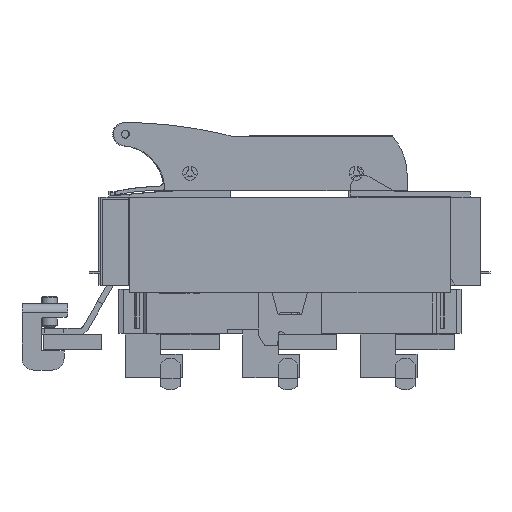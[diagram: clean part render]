
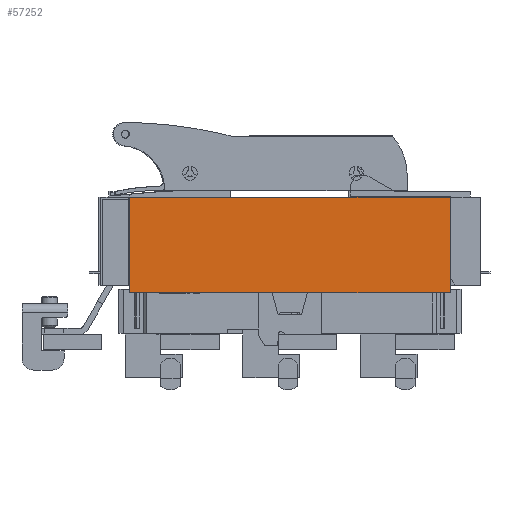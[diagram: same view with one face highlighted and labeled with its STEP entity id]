
A CAD part, left-side view. The second image highlights one B-rep face of the part: STEP entity #57252.
In plain terms, the highlighted planar face has unit normal (-1, 0, 0).
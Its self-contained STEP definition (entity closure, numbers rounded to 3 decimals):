
#57244=AXIS2_PLACEMENT_3D('Plane Axis2P3D',#57241,#57242,#57243) ;
#49147=CARTESIAN_POINT('Vertex',(-52.75,-82.,21.1)) ;
#49150=CARTESIAN_POINT('Line Origine',(-52.75,0.,21.1)) ;
#49154=CARTESIAN_POINT('Vertex',(-52.75,82.,21.1)) ;
#53117=CARTESIAN_POINT('Vertex',(-52.75,-82.,70.)) ;
#53120=CARTESIAN_POINT('Line Origine',(-52.75,-82.,45.55)) ;
#53143=CARTESIAN_POINT('Vertex',(-52.75,82.,70.)) ;
#53146=CARTESIAN_POINT('Line Origine',(-52.75,0.,70.)) ;
#53158=CARTESIAN_POINT('Line Origine',(-52.75,82.,45.55)) ;
#57241=CARTESIAN_POINT('Axis2P3D Location',(-52.75,0.,21.1)) ;
#49151=DIRECTION('Vector Direction',(0.,-1.,0.)) ;
#53121=DIRECTION('Vector Direction',(0.,0.,1.)) ;
#53147=DIRECTION('Vector Direction',(0.,-1.,0.)) ;
#53159=DIRECTION('Vector Direction',(0.,0.,1.)) ;
#57242=DIRECTION('Axis2P3D Direction',(1.,0.,-0.)) ;
#57243=DIRECTION('Axis2P3D XDirection',(0.,0.,1.)) ;
#49152=VECTOR('Line Direction',#49151,1.) ;
#53122=VECTOR('Line Direction',#53121,1.) ;
#53148=VECTOR('Line Direction',#53147,1.) ;
#53160=VECTOR('Line Direction',#53159,1.) ;
#57247=ORIENTED_EDGE('',*,*,#53124,.T.) ;
#57248=ORIENTED_EDGE('',*,*,#53150,.T.) ;
#57249=ORIENTED_EDGE('',*,*,#53162,.F.) ;
#57250=ORIENTED_EDGE('',*,*,#49156,.T.) ;
#57252=ADVANCED_FACE('Hauptkoerper nicht benutzen',(#57251),#57245,.F.) ;
#49156=EDGE_CURVE('',#49155,#49148,#49153,.T.) ;
#53124=EDGE_CURVE('',#49148,#53118,#53123,.T.) ;
#53150=EDGE_CURVE('',#53118,#53144,#53149,.F.) ;
#53162=EDGE_CURVE('',#49155,#53144,#53161,.T.) ;
#57246=EDGE_LOOP('',(#57247,#57248,#57249,#57250)) ;
#57251=FACE_OUTER_BOUND('',#57246,.T.) ;
#49153=LINE('Line',#49150,#49152) ;
#53123=LINE('Line',#53120,#53122) ;
#53149=LINE('Line',#53146,#53148) ;
#53161=LINE('Line',#53158,#53160) ;
#57245=PLANE('Plane',#57244) ;
#49148=VERTEX_POINT('',#49147) ;
#49155=VERTEX_POINT('',#49154) ;
#53118=VERTEX_POINT('',#53117) ;
#53144=VERTEX_POINT('',#53143) ;
